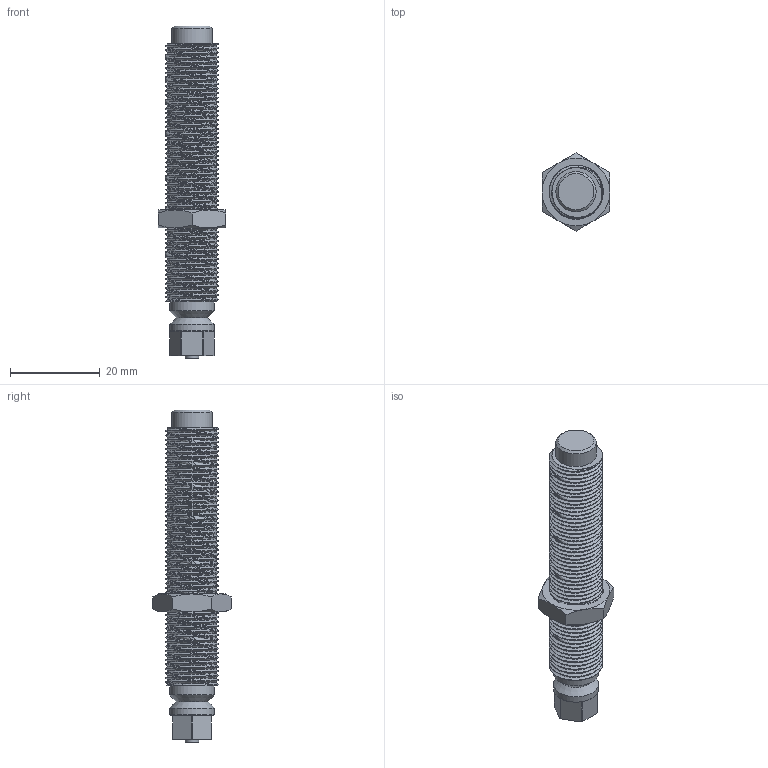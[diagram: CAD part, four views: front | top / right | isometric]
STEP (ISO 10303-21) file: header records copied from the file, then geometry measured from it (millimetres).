
FILE_DESCRIPTION(/* description */ (''),/* implementation_level */ '2;1');
FILE_NAME(/* name */ '991582c6-085c-4336-a09f-33b70d631b53.stp',/* time_stamp */ '2019-10-22T12:16:21+00:00',/* author */ (''),/* organization */ (''),/* preprocessor_version */ 'ST-DEVELOPER v18',/* originating_system */ 'Autodesk Translation Framework v8.6.0.1094',/* authorisation */ '');
FILE_SCHEMA (('AUTOMOTIVE_DESIGN { 1 0 10303 214 3 1 1 }'));
Length unit declared in the file: millimetre
Products named in the file (3): AS 12/60; Screw_M12; Hex_nut_M12
Assembly tree (2 placements, depth 2):
  AS 12/60
    Screw_M12
    Hex_nut_M12
Bounding box: 15.08 x 17.41 x 74 mm (x, y, z)
Volume: 7899.3 mm3; surface area: 5145.7 mm2
Topology: 2 solids, 2 shells, 205 faces, 550 edges, 353 vertices
Faces by surface type: cylinder 147, plane 38, cone 16, bspline 4
Full cylindrical faces by diameter (mm): 3 x1, 6 x1, 9 x1, 10 x2, 10.741 x64, 11.035 x4, 11.884 x64, 12.152 x3
Entity records: 16169 total; most frequent: CARTESIAN_POINT 11595, ORIENTED_EDGE 1100, DIRECTION 703, EDGE_CURVE 550, VERTEX_POINT 353, B_SPLINE_CURVE_WITH_KNOTS 261, AXIS2_PLACEMENT_3D 251, EDGE_LOOP 211
